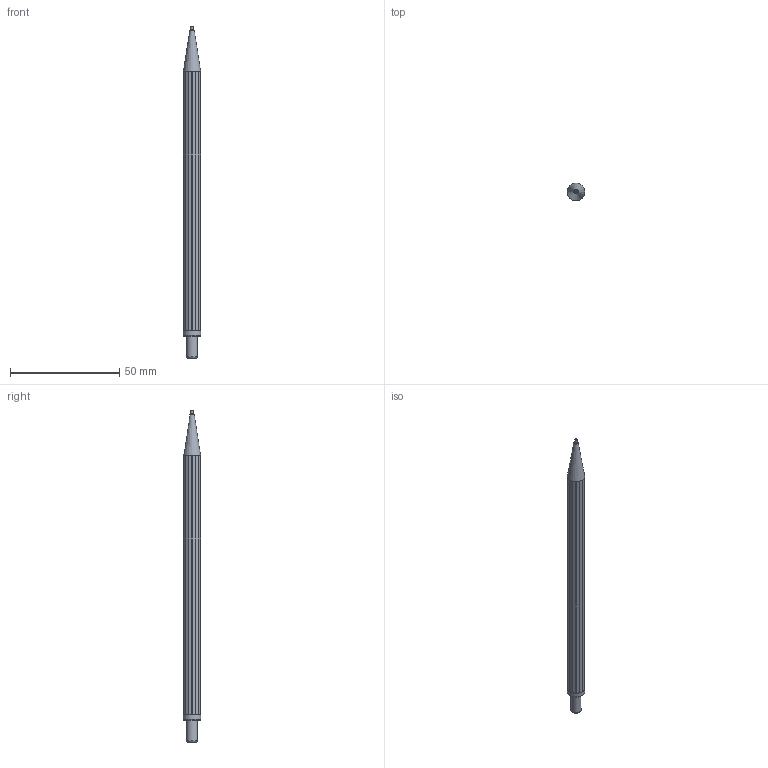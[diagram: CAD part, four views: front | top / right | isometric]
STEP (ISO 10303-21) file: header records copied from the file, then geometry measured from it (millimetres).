
FILE_DESCRIPTION(('HOOPS Exchange Step'),'2;1');
FILE_NAME('temp_export','2024-07-29T10:22:54+08:00',('sharma21'),('Shapr3D Limited'),'HOOPS Exchange 2024.2','Shapr3D','Authorized');
FILE_SCHEMA( ('AUTOMOTIVE_DESIGN { 1 0 10303 214 1 1 1 1 }') );
Length unit declared in the file: millimetre
Products named in the file (1): root
Bounding box: 8 x 8 x 151.9 mm (x, y, z)
Volume: 6535.1 mm3; surface area: 3763.7 mm2
Topology: 3 solids, 3 shells, 52 faces, 132 edges, 89 vertices
Faces by surface type: plane 25, cylinder 21, torus 5, cone 1
Full cylindrical faces by diameter (mm): 1 x1, 5 x1, 6 x1, 8 x1
Entity records: 1642 total; most frequent: DIRECTION 300, CARTESIAN_POINT 274, ORIENTED_EDGE 264, EDGE_CURVE 132, AXIS2_PLACEMENT_3D 115, VERTEX_POINT 89, VECTOR 70, LINE 70
